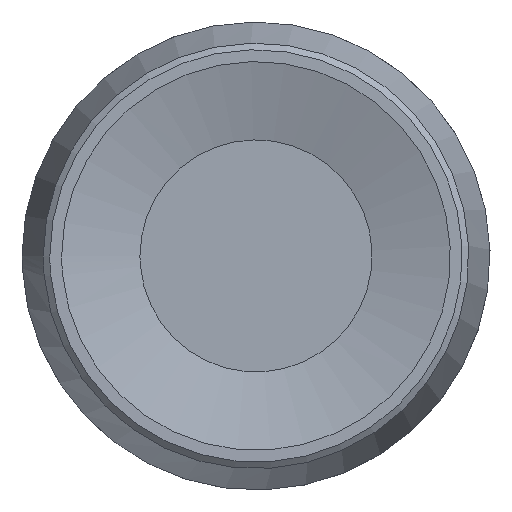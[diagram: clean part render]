
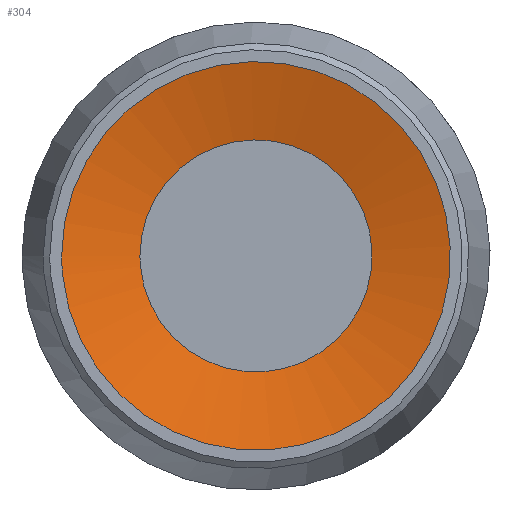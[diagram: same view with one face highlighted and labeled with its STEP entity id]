
A CAD part, top view. The second image highlights one B-rep face of the part: STEP entity #304.
In plain terms, the highlighted face is a revolution surface.
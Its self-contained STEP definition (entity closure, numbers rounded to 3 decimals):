
#89=LINE('',#829,#101);
#101=VECTOR('',#700,9.589);
#258=SURFACE_OF_REVOLUTION('',#89,#273);
#273=AXIS1_PLACEMENT('',#830,#701);
#304=ADVANCED_FACE('',(#361,#362),#258,.F.);
#361=FACE_BOUND('',#415,.T.);
#362=FACE_BOUND('',#416,.T.);
#415=EDGE_LOOP('',(#469));
#416=EDGE_LOOP('',(#470));
#469=ORIENTED_EDGE('',*,*,#514,.T.);
#470=ORIENTED_EDGE('',*,*,#524,.F.);
#487=VERTEX_POINT('',#786);
#497=VERTEX_POINT('',#826);
#514=EDGE_CURVE('',#487,#487,#541,.T.);
#524=EDGE_CURVE('',#497,#497,#551,.T.);
#541=CIRCLE('',#582,13.73);
#551=CIRCLE('',#592,22.99);
#582=AXIS2_PLACEMENT_3D('',#785,#656,#657);
#592=AXIS2_PLACEMENT_3D('',#825,#696,#697);
#656=DIRECTION('',(0.,0.,-1.));
#657=DIRECTION('',(-1.,0.,0.));
#696=DIRECTION('',(0.,0.,-1.));
#697=DIRECTION('',(-1.,0.,0.));
#700=DIRECTION('',(-0.966,-0.015,-0.259));
#701=DIRECTION('',(0.,0.,-1.));
#785=CARTESIAN_POINT('',(0.,0.,-2.486));
#786=CARTESIAN_POINT('',(-13.73,0.,-2.486));
#825=CARTESIAN_POINT('',(0.,0.,-0.003));
#826=CARTESIAN_POINT('',(-22.99,0.,-0.003));
#829=CARTESIAN_POINT('',(22.99,0.024,-0.003));
#830=CARTESIAN_POINT('',(0.,0.,-2.464));
